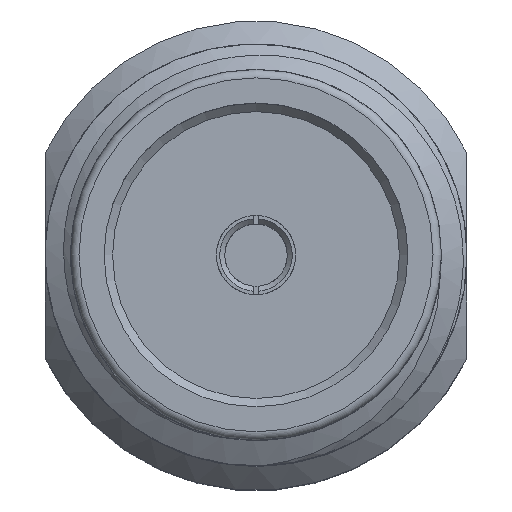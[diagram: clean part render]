
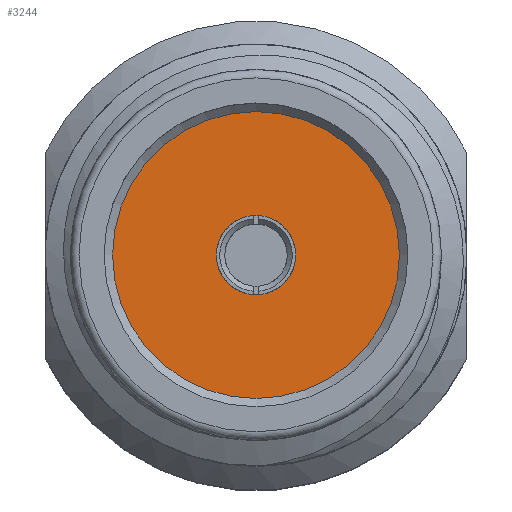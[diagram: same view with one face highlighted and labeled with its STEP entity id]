
A CAD part, top view. The second image highlights one B-rep face of the part: STEP entity #3244.
In plain terms, the highlighted planar face has unit normal (0, 0, 1).
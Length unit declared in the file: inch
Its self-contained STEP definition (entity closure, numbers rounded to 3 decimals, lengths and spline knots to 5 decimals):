
#1 = FACE_OUTER_BOUND ( 'NONE', #674, .T. ) ;
#204 = CARTESIAN_POINT ( 'NONE',  ( 0.085, 0., -0.075 ) ) ;
#237 = AXIS2_PLACEMENT_3D ( 'NONE', #1338, #1313, #1327 ) ;
#445 = DIRECTION ( 'NONE',  ( 0., 0., 1. ) ) ;
#674 = EDGE_LOOP ( 'NONE', ( #2692 ) ) ;
#777 = PLANE ( 'NONE',  #237 ) ;
#819 = CIRCLE ( 'NONE', #2695, 0.0235 ) ;
#1128 = ORIENTED_EDGE ( 'NONE', *, *, #2622, .F. ) ;
#1304 = CARTESIAN_POINT ( 'NONE',  ( 0., 0., -0.075 ) ) ;
#1313 = DIRECTION ( 'NONE',  ( 0., 0., 1. ) ) ;
#1327 = DIRECTION ( 'NONE',  ( 1., 0., 0. ) ) ;
#1338 = CARTESIAN_POINT ( 'NONE',  ( 0., 0., -0.075 ) ) ;
#1346 = CARTESIAN_POINT ( 'NONE',  ( 0., 0., -0.075 ) ) ;
#1395 = VERTEX_POINT ( 'NONE', #2495 ) ;
#1843 = FACE_BOUND ( 'NONE', #2315, .T. ) ;
#1885 = VERTEX_POINT ( 'NONE', #204 ) ;
#1900 = DIRECTION ( 'NONE',  ( 0., 0., 1. ) ) ;
#2178 = EDGE_CURVE ( 'NONE', #1885, #1885, #3212, .T. ) ;
#2315 = EDGE_LOOP ( 'NONE', ( #1128 ) ) ;
#2482 = DIRECTION ( 'NONE',  ( 1., 0., 0. ) ) ;
#2495 = CARTESIAN_POINT ( 'NONE',  ( 0.0235, 0., -0.075 ) ) ;
#2622 = EDGE_CURVE ( 'NONE', #1395, #1395, #819, .T. ) ;
#2692 = ORIENTED_EDGE ( 'NONE', *, *, #2178, .T. ) ;
#2695 = AXIS2_PLACEMENT_3D ( 'NONE', #1304, #1900, #3558 ) ;
#2787 = AXIS2_PLACEMENT_3D ( 'NONE', #1346, #445, #2482 ) ;
#3212 = CIRCLE ( 'NONE', #2787, 0.085 ) ;
#3244 = ADVANCED_FACE ( 'NONE', ( #1843, #1 ), #777, .T. ) ;
#3558 = DIRECTION ( 'NONE',  ( 1., 0., 0. ) ) ;
